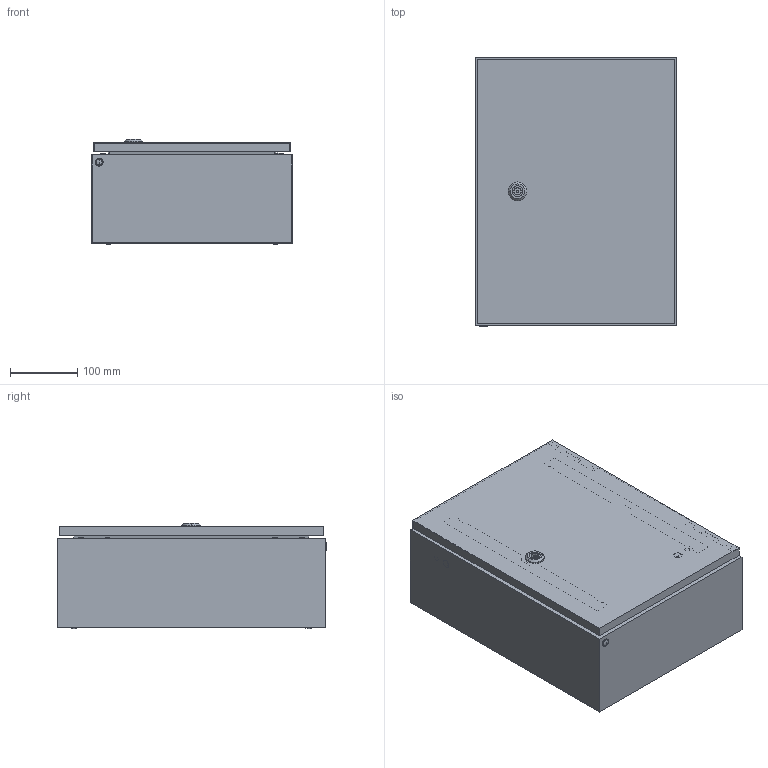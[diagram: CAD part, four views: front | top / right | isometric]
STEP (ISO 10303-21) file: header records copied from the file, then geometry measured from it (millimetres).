
FILE_DESCRIPTION (( 'STEP AP214' ), '1' );
FILE_NAME ('3331-3040-15-17.step', '2023-12-20T12:43:07', ( '' ), ( '' ), 'SwSTEP 2.0', 'SolidWorks 2019', '' );
FILE_SCHEMA (( 'AUTOMOTIVE_DESIGN' ));
Length unit declared in the file: millimetre
Products named in the file (5): Montageplatte_wg_0331-3040-00-13; 3331-3040-15-17; Tuer_wg_3331-3040-00-97; Korpus_wg_3040-15; Montageplattenbeipack_wg_3040
Assembly tree (4 placements, depth 2):
  3331-3040-15-17
    Korpus_wg_3040-15
    Tuer_wg_3331-3040-00-97
    Montageplatte_wg_0331-3040-00-13
    Montageplattenbeipack_wg_3040
Bounding box: 300 x 402 x 156.85 mm (x, y, z)
Volume: 914144.6 mm3; surface area: 1215789 mm2
Topology: 20 solids, 24 shells, 1206 faces, 3065 edges, 1995 vertices
Faces by surface type: plane 666, cylinder 372, cone 130, sphere 18, bspline 16, torus 4
Entity records: 49138 total; most frequent: CARTESIAN_POINT 15487, DIRECTION 6153, ORIENTED_EDGE 6114, EDGE_CURVE 3057, AXIS2_PLACEMENT_3D 2187, VERTEX_POINT 1995, LINE 1779, VECTOR 1779
